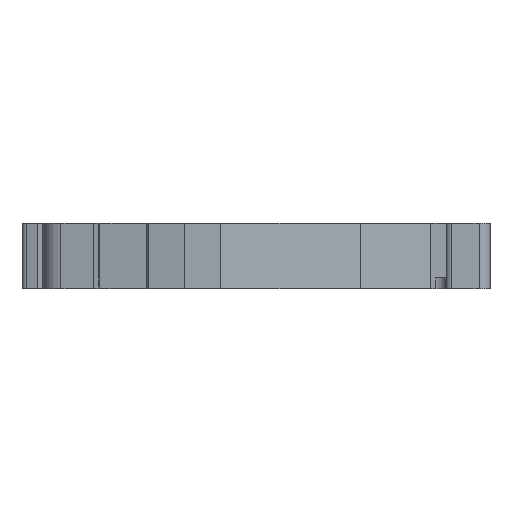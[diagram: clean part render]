
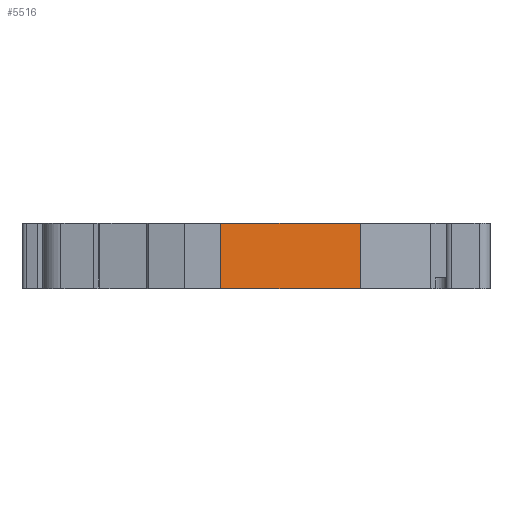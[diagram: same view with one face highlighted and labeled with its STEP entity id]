
A CAD part, left-side view. The second image highlights one B-rep face of the part: STEP entity #5516.
In plain terms, the highlighted planar face has unit normal (-0.986, -0.165, 0).
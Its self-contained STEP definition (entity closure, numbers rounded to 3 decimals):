
#327 = VECTOR ( 'NONE', #9002, 1000. ) ;
#390 = DIRECTION ( 'NONE',  ( -0.165, 0.986, 0. ) ) ;
#432 = DIRECTION ( 'NONE',  ( 0.986, 0.165, 0. ) ) ;
#627 = CARTESIAN_POINT ( 'NONE',  ( -25.823, 12.137, 0. ) ) ;
#1146 = ORIENTED_EDGE ( 'NONE', *, *, #5981, .T. ) ;
#1289 = ORIENTED_EDGE ( 'NONE', *, *, #1888, .T. ) ;
#1552 = PLANE ( 'NONE',  #4563 ) ;
#1888 = EDGE_CURVE ( 'NONE', #3751, #8654, #9497, .T. ) ;
#1986 = ORIENTED_EDGE ( 'NONE', *, *, #8014, .F. ) ;
#3751 = VERTEX_POINT ( 'NONE', #10001 ) ;
#3955 = DIRECTION ( 'NONE',  ( 0., 0., -1. ) ) ;
#4267 = CARTESIAN_POINT ( 'NONE',  ( -27.96, 24.905, 6. ) ) ;
#4477 = LINE ( 'NONE', #9284, #4710 ) ;
#4563 = AXIS2_PLACEMENT_3D ( 'NONE', #9290, #432, #390 ) ;
#4575 = EDGE_CURVE ( 'NONE', #3751, #4973, #5200, .T. ) ;
#4645 = CARTESIAN_POINT ( 'NONE',  ( -25.823, 12.137, 6. ) ) ;
#4710 = VECTOR ( 'NONE', #10032, 1000. ) ;
#4923 = CARTESIAN_POINT ( 'NONE',  ( -25.823, 12.137, 6. ) ) ;
#4973 = VERTEX_POINT ( 'NONE', #4923 ) ;
#5168 = FACE_OUTER_BOUND ( 'NONE', #7444, .T. ) ;
#5200 = LINE ( 'NONE', #6049, #5359 ) ;
#5359 = VECTOR ( 'NONE', #8320, 1000. ) ;
#5465 = VERTEX_POINT ( 'NONE', #627 ) ;
#5471 = CARTESIAN_POINT ( 'NONE',  ( -27.96, 24.905, 0. ) ) ;
#5516 = ADVANCED_FACE ( 'NONE', ( #5168 ), #1552, .F. ) ;
#5981 = EDGE_CURVE ( 'NONE', #8654, #5465, #4477, .T. ) ;
#6049 = CARTESIAN_POINT ( 'NONE',  ( -17.845, -35.535, 6. ) ) ;
#6625 = ORIENTED_EDGE ( 'NONE', *, *, #4575, .F. ) ;
#7444 = EDGE_LOOP ( 'NONE', ( #1146, #1986, #6625, #1289 ) ) ;
#8014 = EDGE_CURVE ( 'NONE', #4973, #5465, #8891, .T. ) ;
#8320 = DIRECTION ( 'NONE',  ( 0.165, -0.986, 0. ) ) ;
#8654 = VERTEX_POINT ( 'NONE', #5471 ) ;
#8891 = LINE ( 'NONE', #4645, #8919 ) ;
#8919 = VECTOR ( 'NONE', #3955, 1000. ) ;
#9002 = DIRECTION ( 'NONE',  ( 0., 0., -1. ) ) ;
#9284 = CARTESIAN_POINT ( 'NONE',  ( -17.845, -35.535, 0. ) ) ;
#9290 = CARTESIAN_POINT ( 'NONE',  ( -17.845, -35.535, 6. ) ) ;
#9497 = LINE ( 'NONE', #4267, #327 ) ;
#10001 = CARTESIAN_POINT ( 'NONE',  ( -27.96, 24.905, 6. ) ) ;
#10032 = DIRECTION ( 'NONE',  ( 0.165, -0.986, 0. ) ) ;
